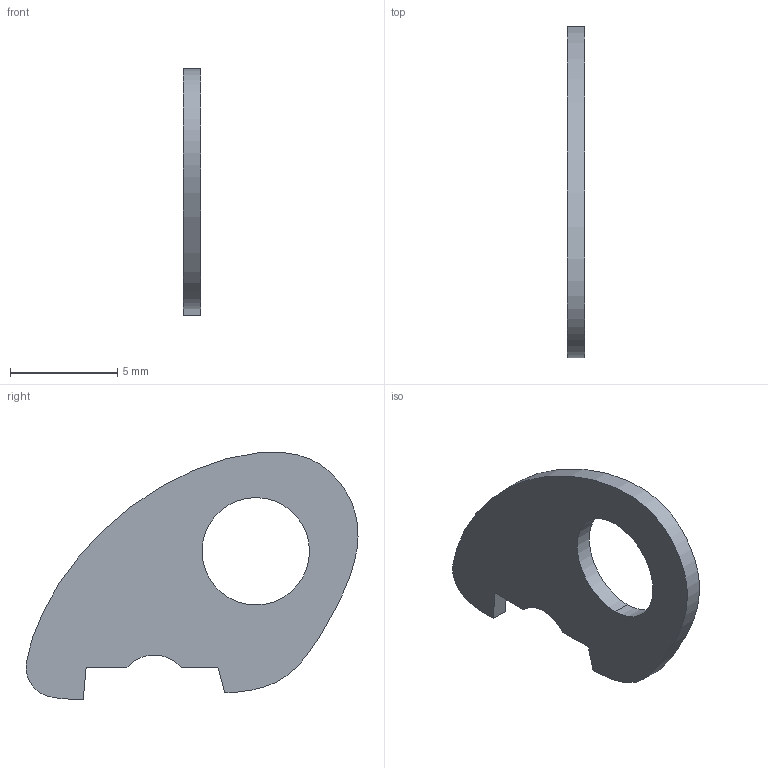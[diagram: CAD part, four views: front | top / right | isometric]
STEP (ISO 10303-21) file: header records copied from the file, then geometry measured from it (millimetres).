
FILE_DESCRIPTION (( 'STEP AP214' ), '1' );
FILE_NAME ('Accumulator - Ratchet Lever B Suplement.STEP', '2025-07-06T08:34:43', ( '' ), ( '' ), 'SwSTEP 2.0', 'SolidWorks 2025', '' );
FILE_SCHEMA (( 'AUTOMOTIVE_DESIGN' ));
Length unit declared in the file: millimetre
Products named in the file (1): Accumulator - Ratchet Lever B Suplement
Bounding box: 0.8 x 15.46 x 11.52 mm (x, y, z)
Volume: 79.6 mm3; surface area: 249.2 mm2
Topology: 1 solids, 1 shells, 13 faces, 33 edges, 22 vertices
Faces by surface type: plane 6, cylinder 5, bspline 2
Entity records: 467 total; most frequent: CARTESIAN_POINT 115, ORIENTED_EDGE 66, DIRECTION 63, EDGE_CURVE 33, AXIS2_PLACEMENT_3D 22, VERTEX_POINT 22, VECTOR 19, LINE 19
